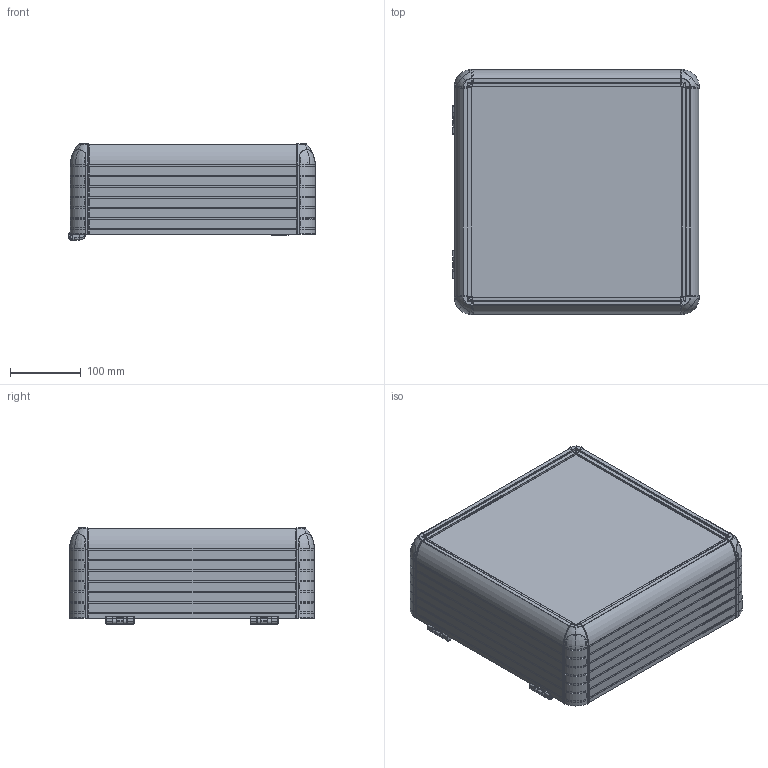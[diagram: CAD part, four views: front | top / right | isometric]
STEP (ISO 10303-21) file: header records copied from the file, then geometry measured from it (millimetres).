
FILE_DESCRIPTION (( 'STEP AP214' ), '1' );
FILE_NAME ('1200-0004.STEP', '2022-04-20T10:25:45', ( '' ), ( '' ), 'SwSTEP 2.0', 'SolidWorks 2022', '' );
FILE_SCHEMA (( 'AUTOMOTIVE_DESIGN' ));
Length unit declared in the file: millimetre
Products named in the file (5): ARKA_KAPAK_300X300; ECO1200-0000; HPECO-120-001-295_295; 300X300; 1200-0004
Assembly tree (10 placements, depth 2):
  1200-0004
    300X300
    ARKA_KAPAK_300X300
    HPECO-120-001-295_295  x4
    ECO1200-0000  x4
Bounding box: 349.03 x 347 x 136.15 mm (x, y, z)
Volume: 2958270.5 mm3; surface area: 950707.3 mm2
Topology: 18 solids, 68 shells, 5793 faces, 15616 edges, 9766 vertices
Faces by surface type: plane 2417, cylinder 1464, bspline 1056, cone 566, torus 244, sphere 46
Entity records: 145180 total; most frequent: CARTESIAN_POINT 34690, ORIENTED_EDGE 17332, DIRECTION 15223, EDGE_CURVE 8666, AXIS2_PLACEMENT_3D 5603, VERTEX_POINT 5389, VECTOR 4017, LINE 4017
